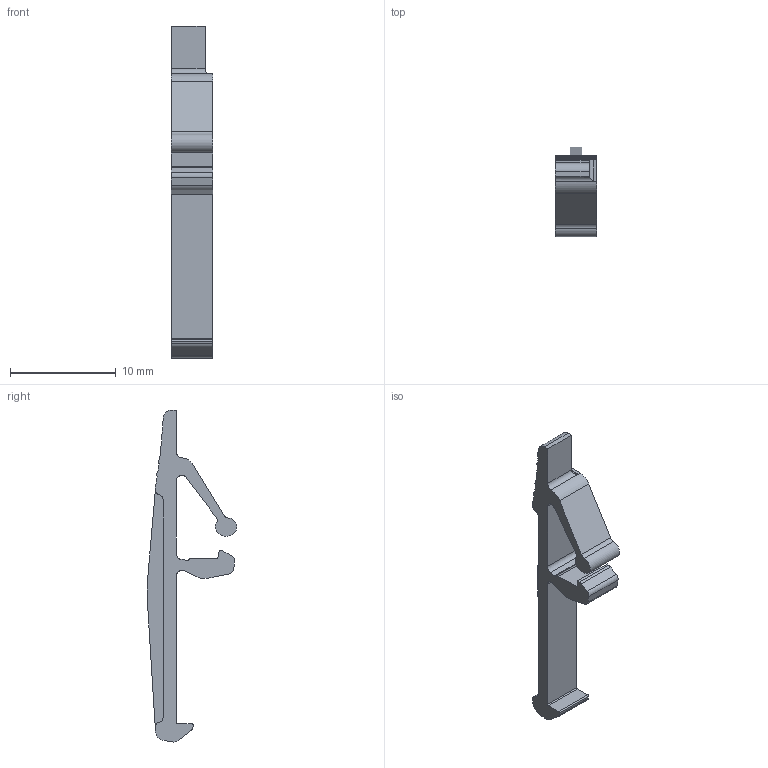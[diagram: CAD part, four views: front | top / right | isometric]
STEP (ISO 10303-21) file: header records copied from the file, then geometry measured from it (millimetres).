
FILE_DESCRIPTION(('CATIA V5R24 STEP','CAx-IF Rec.Pracs.--- Model Styling and Organization---1.2---2011-12-15'),'2;1');
FILE_NAME ('D1462500_0', '2016-11-28T12:37:02+00:00', ('Weidmueller Interface'), ('Weidmueller'), 'CATIA Version 5-6 Release 2014 SP4 HF52', 'CATIA V5 STEP AP214', 'none');
FILE_SCHEMA(('AUTOMOTIVE_DESIGN { 1 0 10303 214 1 1 1 1 }'));
Length unit declared in the file: millimetre
Products named in the file (1): APGLE 2.5
Bounding box: 3.9 x 8.45 x 31.35 mm (x, y, z)
Volume: 273.1 mm3; surface area: 548.4 mm2
Topology: 1 solids, 1 shells, 80 faces, 234 edges, 156 vertices
Faces by surface type: cylinder 48, plane 32
Entity records: 2632 total; most frequent: CARTESIAN_POINT 492, ORIENTED_EDGE 468, DIRECTION 390, EDGE_CURVE 234, AXIS2_PLACEMENT_3D 179, VERTEX_POINT 156, VECTOR 132, LINE 132
